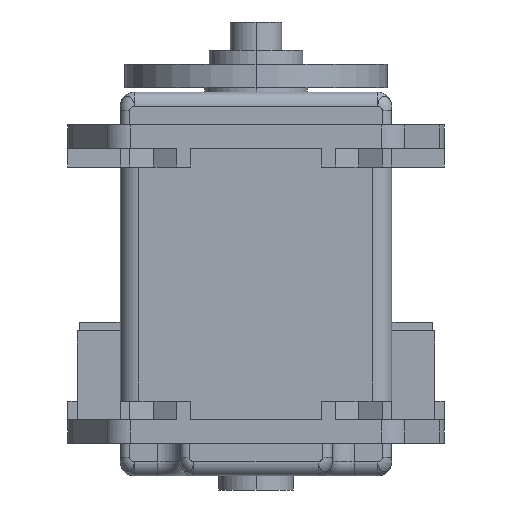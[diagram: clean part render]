
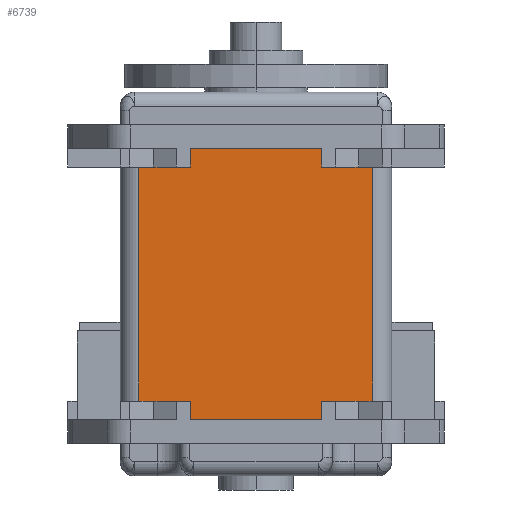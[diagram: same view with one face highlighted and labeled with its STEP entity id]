
A CAD part, front view. The second image highlights one B-rep face of the part: STEP entity #6739.
In plain terms, the highlighted planar face has unit normal (0, -1, 0).
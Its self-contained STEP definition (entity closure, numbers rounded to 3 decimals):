
#1402=DIRECTION('',(1.,0.,0.));
#1403=VECTOR('',#1402,1.4);
#1404=CARTESIAN_POINT('',(11.1,-42.5,-12.5));
#1405=LINE('',#1404,#1403);
#1406=DIRECTION('',(1.,0.,0.));
#1407=VECTOR('',#1406,0.201);
#1408=CARTESIAN_POINT('',(10.9,-42.5,-12.5));
#1409=LINE('',#1408,#1407);
#1410=DIRECTION('',(1.,0.,0.));
#1411=VECTOR('',#1410,3.875);
#1412=CARTESIAN_POINT('',(7.025,-42.5,-12.5));
#1413=LINE('',#1412,#1411);
#1414=DIRECTION('',(0.,0.,1.));
#1415=VECTOR('',#1414,2.);
#1416=CARTESIAN_POINT('',(7.025,-42.5,-14.5));
#1417=LINE('',#1416,#1415);
#1418=DIRECTION('',(1.,0.,0.));
#1419=VECTOR('',#1418,14.05);
#1420=CARTESIAN_POINT('',(-7.025,-42.5,-14.5));
#1421=LINE('',#1420,#1419);
#1422=DIRECTION('',(0.,0.,1.));
#1423=VECTOR('',#1422,2.);
#1424=CARTESIAN_POINT('',(-7.025,-42.5,-14.5));
#1425=LINE('',#1424,#1423);
#1426=DIRECTION('',(1.,0.,0.));
#1427=VECTOR('',#1426,3.875);
#1428=CARTESIAN_POINT('',(-10.9,-42.5,-12.5));
#1429=LINE('',#1428,#1427);
#1430=DIRECTION('',(1.,0.,0.));
#1431=VECTOR('',#1430,0.201);
#1432=CARTESIAN_POINT('',(-11.1,-42.5,-12.5));
#1433=LINE('',#1432,#1431);
#1434=DIRECTION('',(1.,0.,0.));
#1435=VECTOR('',#1434,1.4);
#1436=CARTESIAN_POINT('',(-12.5,-42.5,-12.5));
#1437=LINE('',#1436,#1435);
#1438=DIRECTION('',(1.,0.,0.));
#1439=VECTOR('',#1438,1.4);
#1440=CARTESIAN_POINT('',(-12.5,-42.5,12.5));
#1441=LINE('',#1440,#1439);
#1442=DIRECTION('',(1.,0.,0.));
#1443=VECTOR('',#1442,0.201);
#1444=CARTESIAN_POINT('',(-11.1,-42.5,12.5));
#1445=LINE('',#1444,#1443);
#1446=DIRECTION('',(1.,0.,0.));
#1447=VECTOR('',#1446,3.875);
#1448=CARTESIAN_POINT('',(-10.9,-42.5,12.5));
#1449=LINE('',#1448,#1447);
#1450=DIRECTION('',(0.,0.,-1.));
#1451=VECTOR('',#1450,2.);
#1452=CARTESIAN_POINT('',(-7.025,-42.5,14.5));
#1453=LINE('',#1452,#1451);
#1454=DIRECTION('',(1.,0.,0.));
#1455=VECTOR('',#1454,14.05);
#1456=CARTESIAN_POINT('',(-7.025,-42.5,14.5));
#1457=LINE('',#1456,#1455);
#1458=DIRECTION('',(0.,0.,-1.));
#1459=VECTOR('',#1458,2.);
#1460=CARTESIAN_POINT('',(7.025,-42.5,14.5));
#1461=LINE('',#1460,#1459);
#1462=DIRECTION('',(1.,0.,0.));
#1463=VECTOR('',#1462,3.875);
#1464=CARTESIAN_POINT('',(7.025,-42.5,12.5));
#1465=LINE('',#1464,#1463);
#1466=DIRECTION('',(1.,0.,0.));
#1467=VECTOR('',#1466,0.201);
#1468=CARTESIAN_POINT('',(10.9,-42.5,12.5));
#1469=LINE('',#1468,#1467);
#1470=DIRECTION('',(1.,0.,0.));
#1471=VECTOR('',#1470,1.4);
#1472=CARTESIAN_POINT('',(11.1,-42.5,12.5));
#1473=LINE('',#1472,#1471);
#1502=DIRECTION('',(0.,0.,-1.));
#1503=VECTOR('',#1502,25.);
#1504=CARTESIAN_POINT('',(12.5,-42.5,12.5));
#1505=LINE('',#1504,#1503);
#3332=DIRECTION('',(0.,0.,-1.));
#3333=VECTOR('',#3332,25.);
#3334=CARTESIAN_POINT('',(-12.5,-42.5,12.5));
#3335=LINE('',#3334,#3333);
#3752=CARTESIAN_POINT('',(7.025,-42.5,14.5));
#3753=CARTESIAN_POINT('',(7.025,-42.5,12.5));
#3754=VERTEX_POINT('',#3752);
#3755=VERTEX_POINT('',#3753);
#3756=CARTESIAN_POINT('',(-7.025,-42.5,14.5));
#3757=CARTESIAN_POINT('',(-7.025,-42.5,12.5));
#3758=VERTEX_POINT('',#3756);
#3759=VERTEX_POINT('',#3757);
#3954=CARTESIAN_POINT('',(10.9,-42.5,12.5));
#3955=VERTEX_POINT('',#3954);
#3956=CARTESIAN_POINT('',(11.1,-42.5,12.5));
#3958=VERTEX_POINT('',#3956);
#3978=CARTESIAN_POINT('',(-11.1,-42.5,12.5));
#3979=VERTEX_POINT('',#3978);
#3980=CARTESIAN_POINT('',(-10.9,-42.5,12.5));
#3982=VERTEX_POINT('',#3980);
#4024=CARTESIAN_POINT('',(7.025,-42.5,-14.5));
#4025=CARTESIAN_POINT('',(7.025,-42.5,-12.5));
#4026=VERTEX_POINT('',#4024);
#4027=VERTEX_POINT('',#4025);
#4028=CARTESIAN_POINT('',(-7.025,-42.5,-14.5));
#4029=CARTESIAN_POINT('',(-7.025,-42.5,-12.5));
#4030=VERTEX_POINT('',#4028);
#4031=VERTEX_POINT('',#4029);
#4140=CARTESIAN_POINT('',(-11.1,-42.5,-12.5));
#4141=CARTESIAN_POINT('',(-10.9,-42.5,-12.5));
#4142=VERTEX_POINT('',#4140);
#4143=VERTEX_POINT('',#4141);
#4144=CARTESIAN_POINT('',(10.9,-42.5,-12.5));
#4145=CARTESIAN_POINT('',(11.1,-42.5,-12.5));
#4146=VERTEX_POINT('',#4144);
#4147=VERTEX_POINT('',#4145);
#4456=CARTESIAN_POINT('',(12.5,-42.5,12.5));
#4457=CARTESIAN_POINT('',(12.5,-42.5,-12.5));
#4458=VERTEX_POINT('',#4456);
#4459=VERTEX_POINT('',#4457);
#4468=CARTESIAN_POINT('',(-12.5,-42.5,12.5));
#4469=CARTESIAN_POINT('',(-12.5,-42.5,-12.5));
#4470=VERTEX_POINT('',#4468);
#4471=VERTEX_POINT('',#4469);
#6699=CARTESIAN_POINT('',(-14.5,-42.5,-20.5));
#6700=DIRECTION('',(0.,-1.,0.));
#6701=DIRECTION('',(1.,0.,0.));
#6702=AXIS2_PLACEMENT_3D('',#6699,#6700,#6701);
#6703=PLANE('',#6702);
#6705=ORIENTED_EDGE('',*,*,#6704,.T.);
#6707=ORIENTED_EDGE('',*,*,#6706,.F.);
#6709=ORIENTED_EDGE('',*,*,#6708,.F.);
#6711=ORIENTED_EDGE('',*,*,#6710,.F.);
#6713=ORIENTED_EDGE('',*,*,#6712,.F.);
#6715=ORIENTED_EDGE('',*,*,#6714,.F.);
#6717=ORIENTED_EDGE('',*,*,#6716,.T.);
#6719=ORIENTED_EDGE('',*,*,#6718,.F.);
#6721=ORIENTED_EDGE('',*,*,#6720,.F.);
#6723=ORIENTED_EDGE('',*,*,#6722,.F.);
#6725=ORIENTED_EDGE('',*,*,#6724,.F.);
#6726=ORIENTED_EDGE('',*,*,#6402,.T.);
#6727=ORIENTED_EDGE('',*,*,#6490,.T.);
#6728=ORIENTED_EDGE('',*,*,#6373,.T.);
#6730=ORIENTED_EDGE('',*,*,#6729,.F.);
#6731=ORIENTED_EDGE('',*,*,#6111,.T.);
#6733=ORIENTED_EDGE('',*,*,#6732,.T.);
#6734=ORIENTED_EDGE('',*,*,#6286,.T.);
#6735=ORIENTED_EDGE('',*,*,#6504,.T.);
#6736=ORIENTED_EDGE('',*,*,#6386,.T.);
#6737=EDGE_LOOP('',(#6705,#6707,#6709,#6711,#6713,#6715,#6717,#6719,#6721,#6723,
#6725,#6726,#6727,#6728,#6730,#6731,#6733,#6734,#6735,#6736));
#6738=FACE_OUTER_BOUND('',#6737,.F.);
#6739=ADVANCED_FACE('',(#6738),#6703,.T.);
#6111=EDGE_CURVE('',#3758,#3754,#1457,.T.);
#6286=EDGE_CURVE('',#3755,#3955,#1465,.T.);
#6373=EDGE_CURVE('',#3982,#3759,#1449,.T.);
#6386=EDGE_CURVE('',#3958,#4458,#1473,.T.);
#6402=EDGE_CURVE('',#4470,#3979,#1441,.T.);
#6490=EDGE_CURVE('',#3979,#3982,#1445,.T.);
#6504=EDGE_CURVE('',#3955,#3958,#1469,.T.);
#6704=EDGE_CURVE('',#4458,#4459,#1505,.T.);
#6706=EDGE_CURVE('',#4147,#4459,#1405,.T.);
#6708=EDGE_CURVE('',#4146,#4147,#1409,.T.);
#6710=EDGE_CURVE('',#4027,#4146,#1413,.T.);
#6712=EDGE_CURVE('',#4026,#4027,#1417,.T.);
#6714=EDGE_CURVE('',#4030,#4026,#1421,.T.);
#6716=EDGE_CURVE('',#4030,#4031,#1425,.T.);
#6718=EDGE_CURVE('',#4143,#4031,#1429,.T.);
#6720=EDGE_CURVE('',#4142,#4143,#1433,.T.);
#6722=EDGE_CURVE('',#4471,#4142,#1437,.T.);
#6724=EDGE_CURVE('',#4470,#4471,#3335,.T.);
#6729=EDGE_CURVE('',#3758,#3759,#1453,.T.);
#6732=EDGE_CURVE('',#3754,#3755,#1461,.T.);
